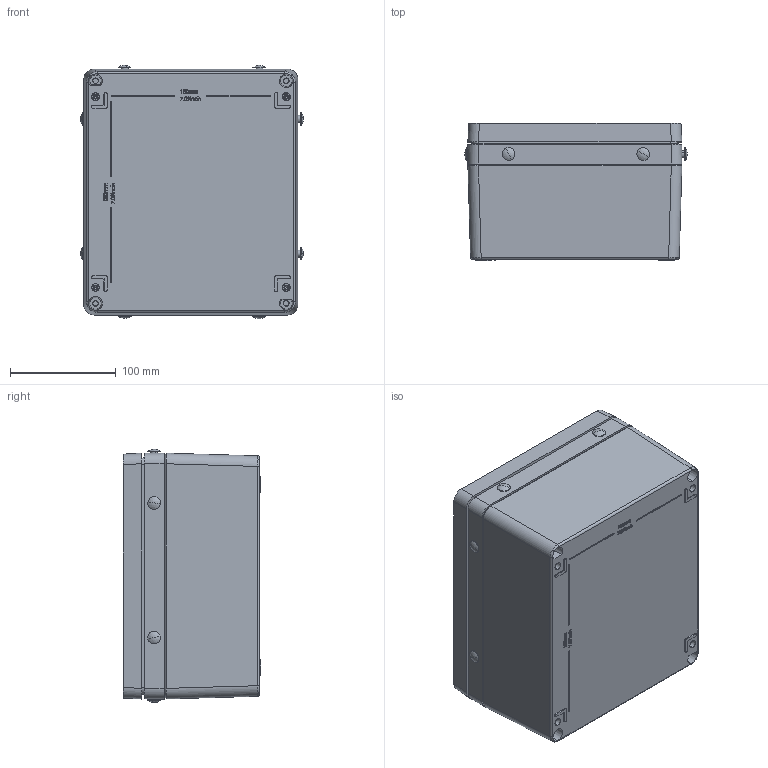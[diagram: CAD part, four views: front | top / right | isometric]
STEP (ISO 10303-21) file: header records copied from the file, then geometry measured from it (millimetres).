
FILE_DESCRIPTION (( 'STEP AP214' ), '1' );
FILE_NAME ('13101500.STEP', '2016-04-01T06:21:44', ( 'Macha' ), ( 'Hewlett-Packard Company' ), 'SwSTEP 2.0', 'SolidWorks 2015', '' );
FILE_SCHEMA (( 'AUTOMOTIVE_DESIGN' ));
Length unit declared in the file: millimetre
Products named in the file (7): 93117; 93038; 08760_Bearbeitung Griff; 08960_Bearbeitung Zeichn. 13-2-089570-01-0; 01060_Bearbeitung nach Zeichng. 01-2-010600-01-0; 13101500; 94411
Assembly tree (16 placements, depth 2):
  13101500
    01060_Bearbeitung nach Zeichng. 01-2-010600-01-0
    08960_Bearbeitung Zeichn. 13-2-089570-01-0
    08760_Bearbeitung Griff
    93038  x4
    93117
    94411  x8
Bounding box: 210.41 x 129.6 x 239.22 mm (x, y, z)
Volume: 1059915.6 mm3; surface area: 426856.8 mm2
Topology: 17 solids, 17 shells, 1645 faces, 3984 edges, 2520 vertices
Faces by surface type: plane 662, bspline 339, cone 291, cylinder 291, torus 46, sphere 16
Entity records: 64137 total; most frequent: CARTESIAN_POINT 31608, ORIENTED_EDGE 7196, DIRECTION 5588, EDGE_CURVE 3598, VERTEX_POINT 2302, AXIS2_PLACEMENT_3D 1908, LINE 1772, VECTOR 1772
